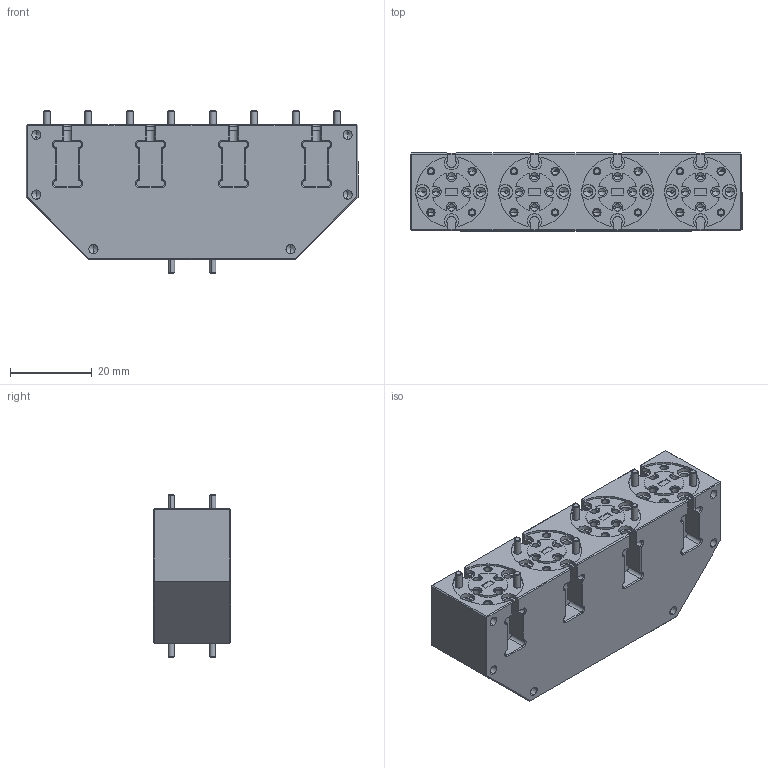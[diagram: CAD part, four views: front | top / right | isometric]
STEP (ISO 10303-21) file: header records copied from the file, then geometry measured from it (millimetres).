
FILE_DESCRIPTION (( 'STEP AP203' ), '1' );
FILE_NAME ('SWP-60390304-12-E1-3 new.STEP', '2021-12-08T20:38:12', ( '' ), ( '' ), 'SwSTEP 2.0', 'SolidWorks 2021', '' );
FILE_SCHEMA (( 'CONFIG_CONTROL_DESIGN' ));
Length unit declared in the file: inch
Products named in the file (1): SWP-60390304-12-E1-3 new
Bounding box: 81.28 x 19.05 x 39.75 mm (x, y, z)
Volume: 41395.5 mm3; surface area: 16485.4 mm2
Topology: 11 solids, 11 shells, 1565 faces, 3512 edges, 2024 vertices
Faces by surface type: cone 570, plane 534, cylinder 461
Entity records: 43469 total; most frequent: CARTESIAN_POINT 8758, DIRECTION 7642, ORIENTED_EDGE 6824, EDGE_CURVE 3412, AXIS2_PLACEMENT_3D 2942, VERTEX_POINT 2024, LINE 1758, VECTOR 1758
